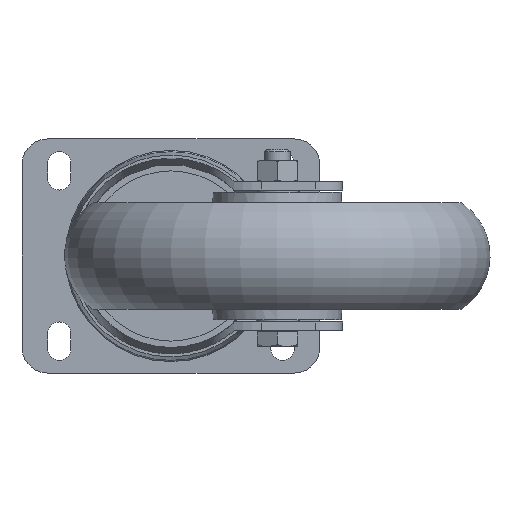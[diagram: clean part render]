
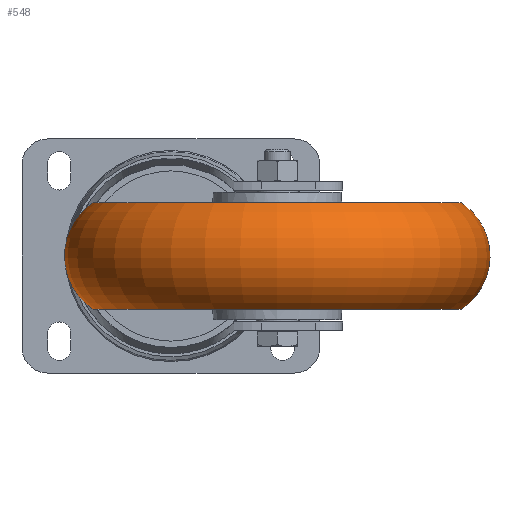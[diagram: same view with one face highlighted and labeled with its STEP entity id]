
A CAD part, front view. The second image highlights one B-rep face of the part: STEP entity #548.
In plain terms, the highlighted toroidal (fillet/blend) face has major radius 70 mm and minor radius 30 mm.
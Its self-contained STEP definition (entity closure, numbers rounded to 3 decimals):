
#548 = ADVANCED_FACE( '', ( #1255, #1256, #1257 ), #1258, .T. );
#1255 = FACE_BOUND( '', #2254, .T. );
#1256 = FACE_OUTER_BOUND( '', #2255, .T. );
#1257 = FACE_OUTER_BOUND( '', #2256, .T. );
#1258 = TOROIDAL_SURFACE( '', #2257, 70., 30. );
#2254 = VERTEX_LOOP( '', #3528 );
#2255 = EDGE_LOOP( '', ( #3529 ) );
#2256 = EDGE_LOOP( '', ( #3530 ) );
#2257 = AXIS2_PLACEMENT_3D( '', #3531, #3532, #3533 );
#3528 = VERTEX_POINT( '', #5892 );
#3529 = ORIENTED_EDGE( '', *, *, #5893, .T. );
#3530 = ORIENTED_EDGE( '', *, *, #5894, .F. );
#3531 = CARTESIAN_POINT( '', ( 0., 0., 0. ) );
#3532 = DIRECTION( '', ( 0., 0., -1. ) );
#3533 = DIRECTION( '', ( -1., 0., 0. ) );
#5892 = CARTESIAN_POINT( '', ( -100., 0., 0. ) );
#5893 = EDGE_CURVE( '', #7018, #7018, #7019, .T. );
#5894 = EDGE_CURVE( '', #7020, #7020, #7021, .T. );
#7018 = VERTEX_POINT( '', #8934 );
#7019 = CIRCLE( '', #8935, 86.583 );
#7020 = VERTEX_POINT( '', #8936 );
#7021 = CIRCLE( '', #8937, 86.583 );
#8934 = CARTESIAN_POINT( '', ( -86.583, 0., 25. ) );
#8935 = AXIS2_PLACEMENT_3D( '', #11012, #11013, #11014 );
#8936 = CARTESIAN_POINT( '', ( -86.583, 0., -25. ) );
#8937 = AXIS2_PLACEMENT_3D( '', #11015, #11016, #11017 );
#11012 = CARTESIAN_POINT( '', ( 0., 0., 25. ) );
#11013 = DIRECTION( '', ( 0., 0., -1. ) );
#11014 = DIRECTION( '', ( -1., 0., 0. ) );
#11015 = CARTESIAN_POINT( '', ( 0., 0., -25. ) );
#11016 = DIRECTION( '', ( 0., 0., -1. ) );
#11017 = DIRECTION( '', ( -1., 0., 0. ) );
